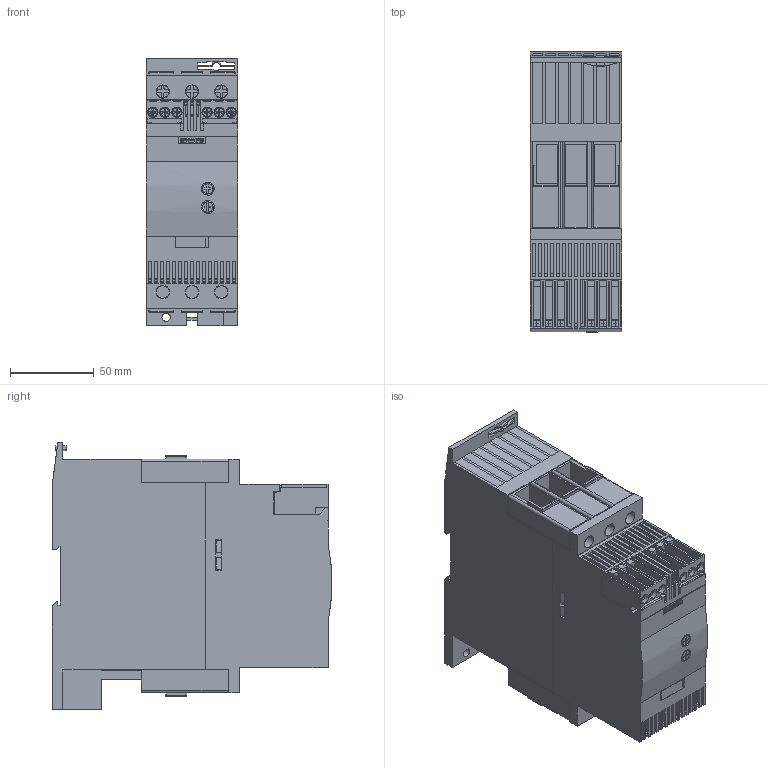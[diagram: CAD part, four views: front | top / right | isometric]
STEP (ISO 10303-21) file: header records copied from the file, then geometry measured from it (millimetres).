
FILE_DESCRIPTION(('no description'),'unknown implementation level');
FILE_NAME('3RW30361BB04.STEP',' ',('CADClick, version 2.3.8, www.CADClick.com, licensed to SIEMENS A&D'),('ccLab - KiM Gmbh - www.kimweb.de'),'unknown preprocess','ACIS','unknown authorization');
FILE_SCHEMA(('automotive_design'));
Length unit declared in the file: millimetre
Products named in the file (6): 1; 2; 3; 4; 5; 6
Bounding box: 55 x 167.62 x 160.05 mm (x, y, z)
Volume: 1089689.9 mm3; surface area: 166113.9 mm2
Topology: 6 solids, 6 shells, 1419 faces, 3946 edges, 2590 vertices
Faces by surface type: plane 965, cylinder 330, torus 64, cone 60
Entity records: 91383 total; most frequent: CARTESIAN_POINT 10149, STYLED_ITEM 7961, PRESENTATION_STYLE_ASSIGNMENT 7961, COLOUR_RGB 7961, ORIENTED_EDGE 7892, DIRECTION 7522, EDGE_CURVE 3946, CURVE_STYLE 3946
